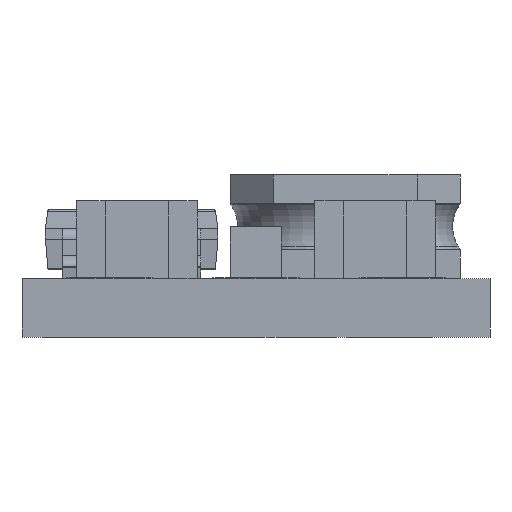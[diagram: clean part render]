
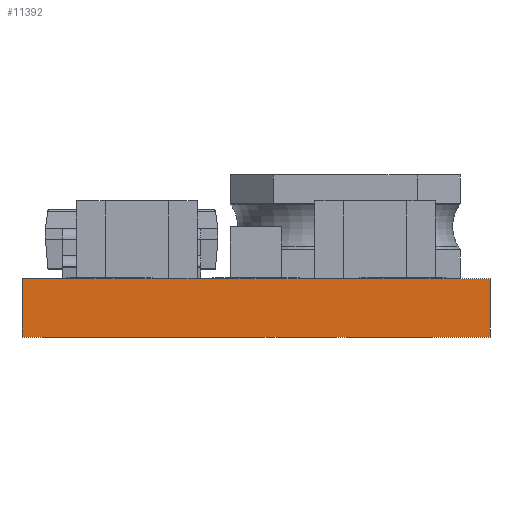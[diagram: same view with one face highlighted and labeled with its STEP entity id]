
A CAD part, front view. The second image highlights one B-rep face of the part: STEP entity #11392.
In plain terms, the highlighted planar face has unit normal (0, -1, 0).
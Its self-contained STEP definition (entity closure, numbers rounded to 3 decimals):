
#580=PLANE('',#12046);
#1005=FACE_OUTER_BOUND('',#1674,.T.);
#1674=EDGE_LOOP('',(#7900,#7901,#7902,#7903));
#2297=LINE('',#14979,#3495);
#2415=LINE('',#15215,#3613);
#2561=LINE('',#16818,#3759);
#2563=LINE('',#16821,#3761);
#3495=VECTOR('',#12654,1000.);
#3613=VECTOR('',#12774,1000.);
#3759=VECTOR('',#12922,1000.);
#3761=VECTOR('',#12926,1000.);
#4801=VERTEX_POINT('',#14976);
#4802=VERTEX_POINT('',#14978);
#4917=VERTEX_POINT('',#15209);
#4919=VERTEX_POINT('',#15213);
#5870=EDGE_CURVE('',#4801,#4802,#2297,.T.);
#5988=EDGE_CURVE('',#4917,#4919,#2415,.T.);
#6244=EDGE_CURVE('',#4801,#4917,#2561,.T.);
#6246=EDGE_CURVE('',#4802,#4919,#2563,.T.);
#7900=ORIENTED_EDGE('',*,*,#5988,.T.);
#7901=ORIENTED_EDGE('',*,*,#6246,.F.);
#7902=ORIENTED_EDGE('',*,*,#5870,.F.);
#7903=ORIENTED_EDGE('',*,*,#6244,.T.);
#11392=ADVANCED_FACE('',(#1005),#580,.F.);
#12046=AXIS2_PLACEMENT_3D('',#16820,#12924,#12925);
#12654=DIRECTION('',(1.,0.,0.));
#12774=DIRECTION('',(1.,0.,0.));
#12922=DIRECTION('',(0.,0.,-1.));
#12924=DIRECTION('center_axis',(0.,1.,0.));
#12925=DIRECTION('ref_axis',(0.,0.,1.));
#12926=DIRECTION('',(0.,0.,-1.));
#14976=CARTESIAN_POINT('',(0.,0.,1.016));
#14978=CARTESIAN_POINT('',(8.128,0.,1.016));
#14979=CARTESIAN_POINT('',(0.,0.,1.016));
#15209=CARTESIAN_POINT('',(0.,0.,0.));
#15213=CARTESIAN_POINT('',(8.128,0.,0.));
#15215=CARTESIAN_POINT('',(0.,0.,0.));
#16818=CARTESIAN_POINT('',(0.,0.,1.016));
#16820=CARTESIAN_POINT('Origin',(0.,0.,1.016));
#16821=CARTESIAN_POINT('',(8.128,0.,1.016));
